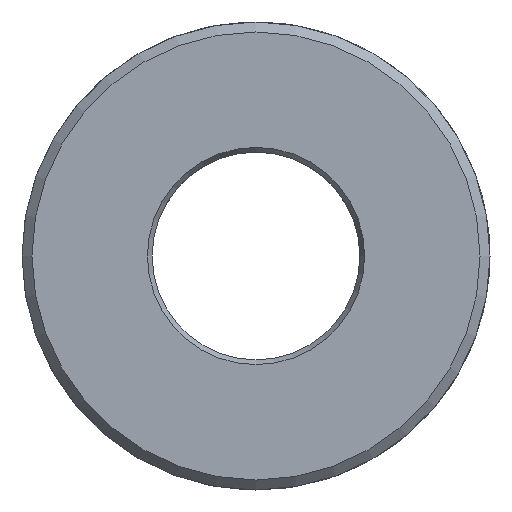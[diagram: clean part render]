
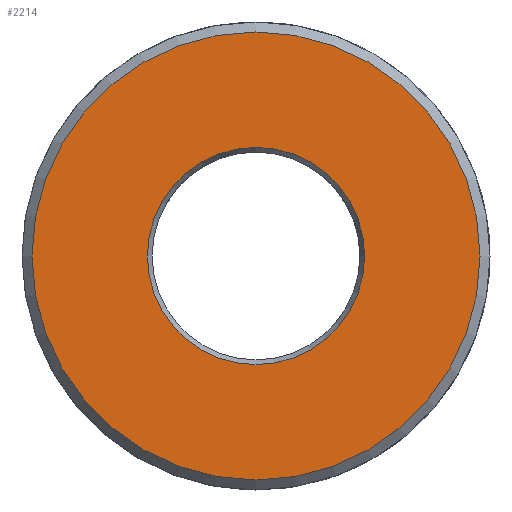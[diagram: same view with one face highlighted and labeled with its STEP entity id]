
A CAD part, left-side view. The second image highlights one B-rep face of the part: STEP entity #2214.
In plain terms, the highlighted planar face has unit normal (-1, 0, 0).
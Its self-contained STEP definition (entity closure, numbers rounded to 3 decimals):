
#2178=CARTESIAN_POINT('',(0.0,-26.981,0.0));
#2179=VERTEX_POINT('',#2178);
#2180=CARTESIAN_POINT('',(0.0,-0.0,0.0));
#2181=DIRECTION('',(1.0,0.0,0.0));
#2182=DIRECTION('',(0.0,-1.0,0.0));
#2183=AXIS2_PLACEMENT_3D('',#2180,#2181,#2182);
#2184=CIRCLE('',#2183,26.981);
#2185=EDGE_CURVE('n� 385',#2179,#2179,#2184,.T.);
#2195=ORIENTED_EDGE('',*,*,#2185,.F.);
#2196=EDGE_LOOP('',(#2195));
#2197=FACE_OUTER_BOUND('',#2196,.T.);
#2198=CARTESIAN_POINT('',(0.0,-0.0,-13.077));
#2199=VERTEX_POINT('',#2198);
#2200=CARTESIAN_POINT('',(0.0,-0.0,0.0));
#2201=DIRECTION('',(-1.0,-0.0,-0.0));
#2202=DIRECTION('',(0.0,0.0,-1.0));
#2203=AXIS2_PLACEMENT_3D('',#2200,#2201,#2202);
#2204=CIRCLE('',#2203,13.077);
#2205=EDGE_CURVE('n� 406',#2199,#2199,#2204,.T.);
#2206=ORIENTED_EDGE('',*,*,#2205,.F.);
#2207=EDGE_LOOP('',(#2206));
#2208=FACE_BOUND('',#2207,.T.);
#2209=CARTESIAN_POINT('',(0.0,28.181,0.0));
#2210=DIRECTION('',(-1.0,-0.0,0.0));
#2211=DIRECTION('',(0.0,0.0,1.0));
#2212=AXIS2_PLACEMENT_3D('',#2209,#2210,#2211);
#2213=PLANE('',#2212);
#2214=ADVANCED_FACE('n� 347',(#2197,#2208),#2213,.T.);
